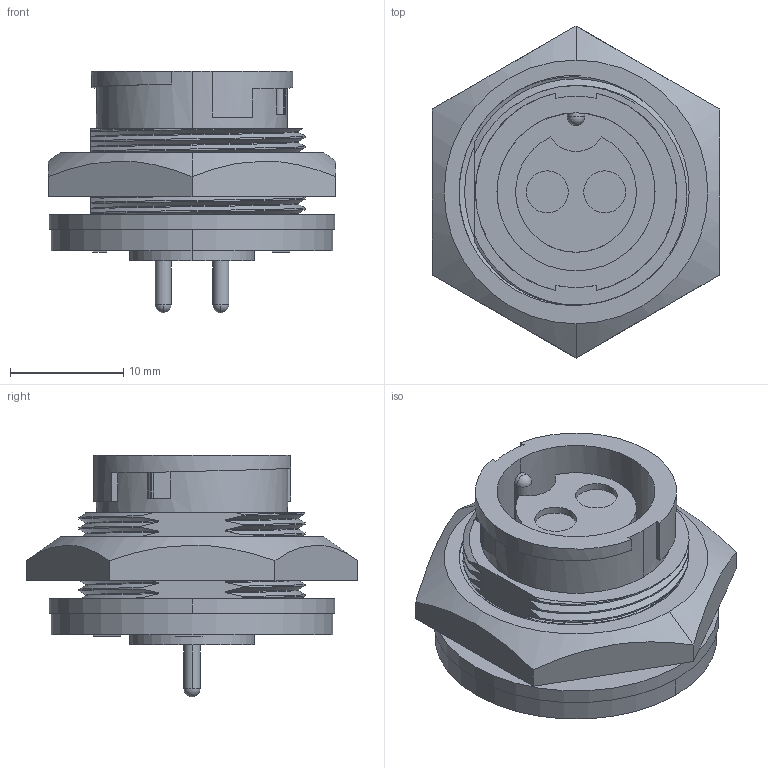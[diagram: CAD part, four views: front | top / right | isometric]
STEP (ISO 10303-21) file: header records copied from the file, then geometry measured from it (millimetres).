
FILE_DESCRIPTION (( 'STEP AP203' ), '1' );
FILE_NAME ('4181-2SG-300.STEP', '2014-05-27T18:41:52', ( '' ), ( '' ), 'SwSTEP 2.0', 'SolidWorks 2014', '' );
FILE_SCHEMA (( 'CONFIG_CONTROL_DESIGN' ));
Length unit declared in the file: inch
Products named in the file (1): 4181-2SG-300
Bounding box: 25.4 x 29.33 x 21.36 mm (x, y, z)
Volume: 5211.3 mm3; surface area: 4130.3 mm2
Topology: 2 solids, 2 shells, 215 faces, 587 edges, 387 vertices
Faces by surface type: plane 84, cylinder 74, bspline 50, sphere 5, cone 2
Entity records: 14303 total; most frequent: CARTESIAN_POINT 9414, ORIENTED_EDGE 1162, DIRECTION 785, EDGE_CURVE 581, VERTEX_POINT 386, VECTOR 291, LINE 291, AXIS2_PLACEMENT_3D 247
